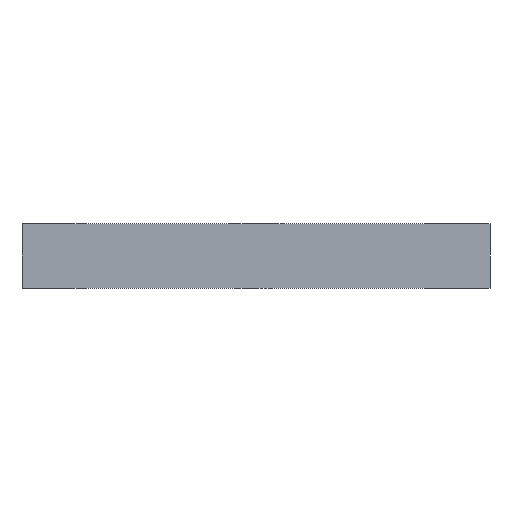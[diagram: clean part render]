
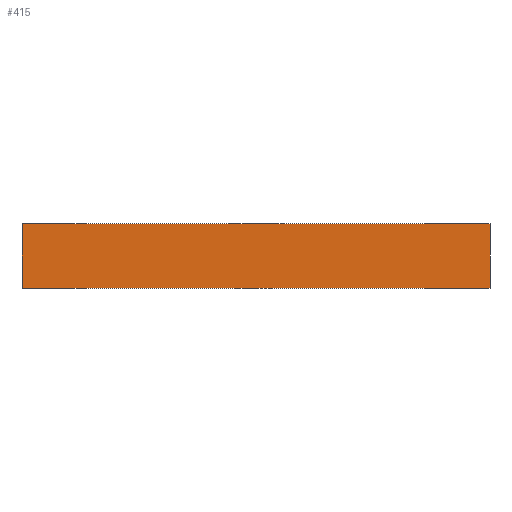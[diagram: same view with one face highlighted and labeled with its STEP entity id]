
A CAD part, front view. The second image highlights one B-rep face of the part: STEP entity #415.
In plain terms, the highlighted planar face has unit normal (0, -1, 0).
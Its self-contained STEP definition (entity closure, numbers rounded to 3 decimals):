
#2 = VECTOR ( 'NONE', #924, 1000. ) ;
#31 = CARTESIAN_POINT ( 'NONE',  ( 80., 0., 0. ) ) ;
#51 = ORIENTED_EDGE ( 'NONE', *, *, #798, .F. ) ;
#84 = ORIENTED_EDGE ( 'NONE', *, *, #888, .T. ) ;
#120 = LINE ( 'NONE', #712, #503 ) ;
#144 = DIRECTION ( 'NONE',  ( 0., 1., 0. ) ) ;
#161 = VECTOR ( 'NONE', #976, 1000. ) ;
#188 = ORIENTED_EDGE ( 'NONE', *, *, #668, .F. ) ;
#269 = EDGE_LOOP ( 'NONE', ( #977, #51, #188, #84 ) ) ;
#328 = CARTESIAN_POINT ( 'NONE',  ( 0., 0., 11. ) ) ;
#374 = VECTOR ( 'NONE', #911, 1000. ) ;
#415 = ADVANCED_FACE ( 'NONE', ( #825 ), #1068, .F. ) ;
#448 = DIRECTION ( 'NONE',  ( 1., 0., 0. ) ) ;
#451 = AXIS2_PLACEMENT_3D ( 'NONE', #328, #144, #493 ) ;
#493 = DIRECTION ( 'NONE',  ( 0., 0., 1. ) ) ;
#503 = VECTOR ( 'NONE', #448, 1000. ) ;
#579 = LINE ( 'NONE', #903, #374 ) ;
#608 = VERTEX_POINT ( 'NONE', #704 ) ;
#628 = VERTEX_POINT ( 'NONE', #31 ) ;
#647 = LINE ( 'NONE', #665, #161 ) ;
#654 = VERTEX_POINT ( 'NONE', #951 ) ;
#665 = CARTESIAN_POINT ( 'NONE',  ( 80., 0., 11. ) ) ;
#668 = EDGE_CURVE ( 'NONE', #998, #654, #120, .T. ) ;
#684 = CARTESIAN_POINT ( 'NONE',  ( 0., 0., 0. ) ) ;
#704 = CARTESIAN_POINT ( 'NONE',  ( 0., 0., 0. ) ) ;
#712 = CARTESIAN_POINT ( 'NONE',  ( 0., 0., 11. ) ) ;
#771 = LINE ( 'NONE', #684, #2 ) ;
#798 = EDGE_CURVE ( 'NONE', #654, #628, #647, .T. ) ;
#825 = FACE_OUTER_BOUND ( 'NONE', #269, .T. ) ;
#888 = EDGE_CURVE ( 'NONE', #998, #608, #579, .T. ) ;
#903 = CARTESIAN_POINT ( 'NONE',  ( 0., 0., 11. ) ) ;
#911 = DIRECTION ( 'NONE',  ( 0., 0., -1. ) ) ;
#924 = DIRECTION ( 'NONE',  ( 1., 0., 0. ) ) ;
#951 = CARTESIAN_POINT ( 'NONE',  ( 80., 0., 11. ) ) ;
#976 = DIRECTION ( 'NONE',  ( 0., 0., -1. ) ) ;
#977 = ORIENTED_EDGE ( 'NONE', *, *, #1071, .T. ) ;
#987 = CARTESIAN_POINT ( 'NONE',  ( 0., 0., 11. ) ) ;
#998 = VERTEX_POINT ( 'NONE', #987 ) ;
#1068 = PLANE ( 'NONE',  #451 ) ;
#1071 = EDGE_CURVE ( 'NONE', #608, #628, #771, .T. ) ;
